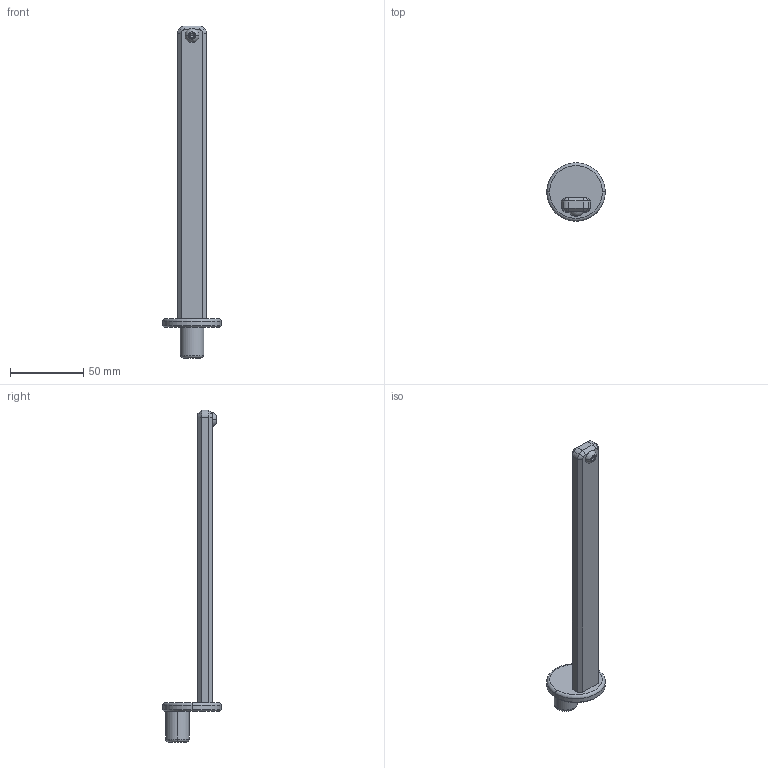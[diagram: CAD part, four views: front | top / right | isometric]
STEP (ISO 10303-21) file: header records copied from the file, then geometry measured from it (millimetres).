
FILE_DESCRIPTION(('STEP AP214'),'1');
FILE_NAME('160633.STP','2011-09-08T07:30:26',(' '),(' '),'Spatial InterOp 3D',' ',' ');
FILE_SCHEMA(('automotive_design'));
Length unit declared in the file: millimetre
Products named in the file (2): Quader; Flachkopfschraube ISO 7380 M5x10
Bounding box: 40 x 40 x 227 mm (x, y, z)
Volume: 48967 mm3; surface area: 15262 mm2
Topology: 2 solids, 2 shells, 68 faces, 146 edges, 85 vertices
Faces by surface type: cone 24, plane 24, cylinder 12, torus 6, sphere 2
Entity records: 2403 total; most frequent: DIRECTION 348, CARTESIAN_POINT 311, ORIENTED_EDGE 288, EDGE_CURVE 144, AXIS2_PLACEMENT_3D 140, VERTEX_POINT 85, EDGE_LOOP 75, STYLED_ITEM 70
